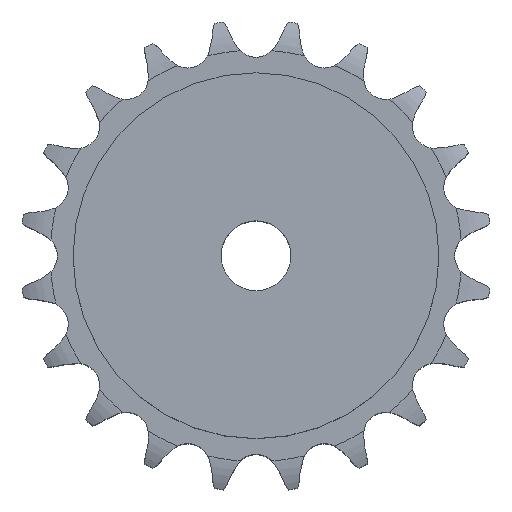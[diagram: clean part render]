
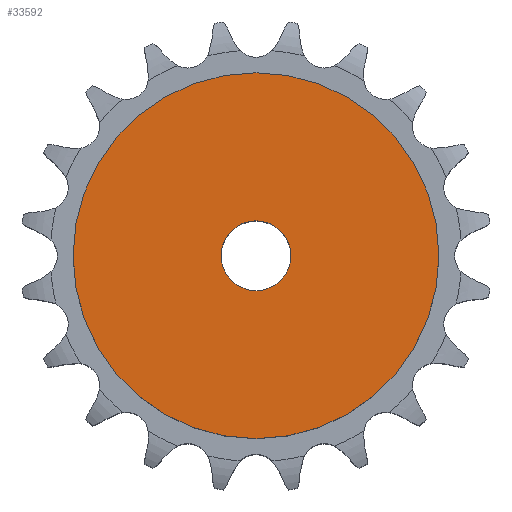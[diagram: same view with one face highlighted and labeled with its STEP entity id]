
A CAD part, top view. The second image highlights one B-rep face of the part: STEP entity #33592.
In plain terms, the highlighted planar face has unit normal (0, 0, 1).
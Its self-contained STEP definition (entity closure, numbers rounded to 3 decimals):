
#18101 = CYLINDRICAL_SURFACE('',#18102,8.);
#18102 = AXIS2_PLACEMENT_3D('',#18103,#18104,#18105);
#18103 = CARTESIAN_POINT('',(0.,0.,178.041));
#18104 = DIRECTION('',(0.,0.,1.));
#18105 = DIRECTION('',(1.,0.,0.));
#23153 = EDGE_CURVE('',#23154,#23154,#23156,.T.);
#23154 = VERTEX_POINT('',#23155);
#23155 = CARTESIAN_POINT('',(8.,0.,60.));
#23156 = SURFACE_CURVE('',#23157,(#23162,#23169),.PCURVE_S1.);
#23157 = CIRCLE('',#23158,8.);
#23158 = AXIS2_PLACEMENT_3D('',#23159,#23160,#23161);
#23159 = CARTESIAN_POINT('',(0.,0.,60.));
#23160 = DIRECTION('',(0.,0.,1.));
#23161 = DIRECTION('',(1.,0.,0.));
#23162 = PCURVE('',#18101,#23163);
#23163 = DEFINITIONAL_REPRESENTATION('',(#23164),#23168);
#23164 = LINE('',#23165,#23166);
#23165 = CARTESIAN_POINT('',(0.,-118.041));
#23166 = VECTOR('',#23167,1.);
#23167 = DIRECTION('',(1.,0.));
#23168 = ( GEOMETRIC_REPRESENTATION_CONTEXT(2) 
PARAMETRIC_REPRESENTATION_CONTEXT() REPRESENTATION_CONTEXT('2D SPACE',''
  ) );
#23169 = PCURVE('',#23170,#23175);
#23170 = PLANE('',#23171);
#23171 = AXIS2_PLACEMENT_3D('',#23172,#23173,#23174);
#23172 = CARTESIAN_POINT('',(0.,0.,60.)
  );
#23173 = DIRECTION('',(0.,0.,1.));
#23174 = DIRECTION('',(1.,0.,0.));
#23175 = DEFINITIONAL_REPRESENTATION('',(#23176),#23180);
#23176 = CIRCLE('',#23177,8.);
#23177 = AXIS2_PLACEMENT_2D('',#23178,#23179);
#23178 = CARTESIAN_POINT('',(0.,0.));
#23179 = DIRECTION('',(1.,0.));
#23180 = ( GEOMETRIC_REPRESENTATION_CONTEXT(2) 
PARAMETRIC_REPRESENTATION_CONTEXT() REPRESENTATION_CONTEXT('2D SPACE',''
  ) );
#33592 = ADVANCED_FACE('',(#33593,#33624),#23170,.T.);
#33593 = FACE_BOUND('',#33594,.T.);
#33594 = EDGE_LOOP('',(#33595));
#33595 = ORIENTED_EDGE('',*,*,#33596,.T.);
#33596 = EDGE_CURVE('',#33597,#33597,#33599,.T.);
#33597 = VERTEX_POINT('',#33598);
#33598 = CARTESIAN_POINT('',(42.,0.,60.));
#33599 = SURFACE_CURVE('',#33600,(#33605,#33612),.PCURVE_S1.);
#33600 = CIRCLE('',#33601,42.);
#33601 = AXIS2_PLACEMENT_3D('',#33602,#33603,#33604);
#33602 = CARTESIAN_POINT('',(0.,0.,60.));
#33603 = DIRECTION('',(0.,0.,1.));
#33604 = DIRECTION('',(1.,0.,0.));
#33605 = PCURVE('',#23170,#33606);
#33606 = DEFINITIONAL_REPRESENTATION('',(#33607),#33611);
#33607 = CIRCLE('',#33608,42.);
#33608 = AXIS2_PLACEMENT_2D('',#33609,#33610);
#33609 = CARTESIAN_POINT('',(0.,0.));
#33610 = DIRECTION('',(1.,0.));
#33611 = ( GEOMETRIC_REPRESENTATION_CONTEXT(2) 
PARAMETRIC_REPRESENTATION_CONTEXT() REPRESENTATION_CONTEXT('2D SPACE',''
  ) );
#33612 = PCURVE('',#33613,#33618);
#33613 = CYLINDRICAL_SURFACE('',#33614,42.);
#33614 = AXIS2_PLACEMENT_3D('',#33615,#33616,#33617);
#33615 = CARTESIAN_POINT('',(0.,0.,0.));
#33616 = DIRECTION('',(-0.,-0.,-1.));
#33617 = DIRECTION('',(1.,0.,0.));
#33618 = DEFINITIONAL_REPRESENTATION('',(#33619),#33623);
#33619 = LINE('',#33620,#33621);
#33620 = CARTESIAN_POINT('',(-0.,-60.));
#33621 = VECTOR('',#33622,1.);
#33622 = DIRECTION('',(-1.,0.));
#33623 = ( GEOMETRIC_REPRESENTATION_CONTEXT(2) 
PARAMETRIC_REPRESENTATION_CONTEXT() REPRESENTATION_CONTEXT('2D SPACE',''
  ) );
#33624 = FACE_BOUND('',#33625,.T.);
#33625 = EDGE_LOOP('',(#33626));
#33626 = ORIENTED_EDGE('',*,*,#23153,.F.);
